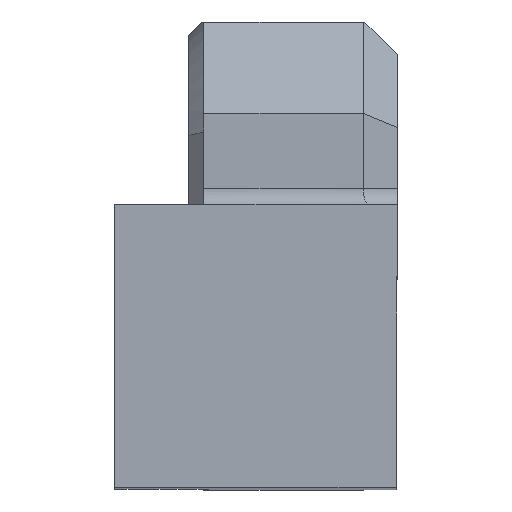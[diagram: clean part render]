
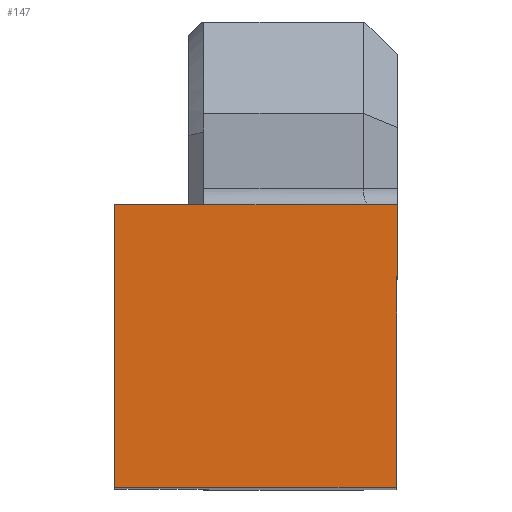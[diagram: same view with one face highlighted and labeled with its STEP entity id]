
A CAD part, top view. The second image highlights one B-rep face of the part: STEP entity #147.
In plain terms, the highlighted planar face has unit normal (0, 0, 1).
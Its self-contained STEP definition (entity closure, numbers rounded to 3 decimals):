
#147=ADVANCED_FACE('',(#222),#198,.F.);
#198=PLANE('',#895);
#222=FACE_OUTER_BOUND('',#249,.T.);
#249=EDGE_LOOP('',(#413,#414,#415,#416));
#413=ORIENTED_EDGE('',*,*,#669,.F.);
#414=ORIENTED_EDGE('',*,*,#681,.F.);
#415=ORIENTED_EDGE('',*,*,#678,.F.);
#416=ORIENTED_EDGE('',*,*,#675,.F.);
#583=VERTEX_POINT('',#1302);
#584=VERTEX_POINT('',#1304);
#589=VERTEX_POINT('',#1316);
#591=VERTEX_POINT('',#1322);
#669=EDGE_CURVE('',#583,#584,#762,.T.);
#675=EDGE_CURVE('',#584,#589,#767,.T.);
#678=EDGE_CURVE('',#589,#591,#770,.T.);
#681=EDGE_CURVE('',#591,#583,#772,.T.);
#762=LINE('',#1303,#817);
#767=LINE('',#1315,#822);
#770=LINE('',#1321,#825);
#772=LINE('',#1327,#827);
#817=VECTOR('',#1028,1.);
#822=VECTOR('',#1037,1.);
#825=VECTOR('',#1042,1.);
#827=VECTOR('',#1048,1.);
#895=AXIS2_PLACEMENT_3D('',#1334,#1054,#1055);
#1028=DIRECTION('',(-0.004,-1.,0.));
#1037=DIRECTION('',(-1.,0.,0.));
#1042=DIRECTION('',(0.,1.,0.));
#1048=DIRECTION('',(1.,0.,0.));
#1054=DIRECTION('',(0.,0.,-1.));
#1055=DIRECTION('',(1.,0.,0.));
#1302=CARTESIAN_POINT('',(0.,24.875,0.));
#1303=CARTESIAN_POINT('',(0.,24.875,0.));
#1304=CARTESIAN_POINT('',(-0.109,0.,0.));
#1315=CARTESIAN_POINT('',(-0.109,0.,0.));
#1316=CARTESIAN_POINT('',(-24.875,0.,0.));
#1321=CARTESIAN_POINT('',(-24.875,0.,0.));
#1322=CARTESIAN_POINT('',(-24.875,24.875,0.));
#1327=CARTESIAN_POINT('',(-24.875,24.875,0.));
#1334=CARTESIAN_POINT('',(-0.109,0.,0.));
